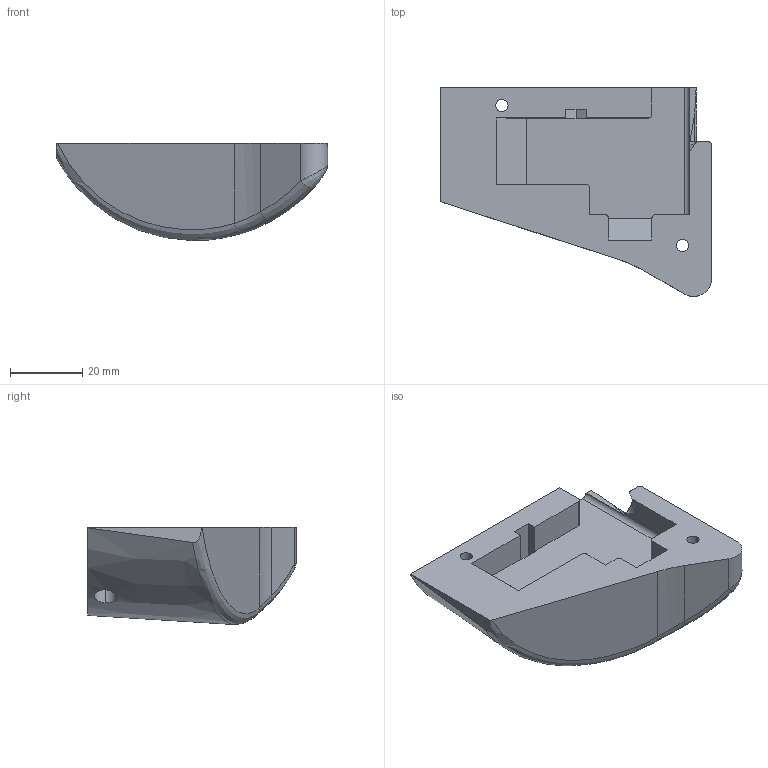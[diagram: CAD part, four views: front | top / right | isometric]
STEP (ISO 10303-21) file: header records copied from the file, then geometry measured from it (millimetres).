
FILE_DESCRIPTION (( 'STEP AP214' ), '1' );
FILE_NAME ('cycloid_housing.STEP', '2025-05-27T14:01:21', ( '' ), ( '' ), 'SwSTEP 2.0', 'SolidWorks 2025', '' );
FILE_SCHEMA (( 'AUTOMOTIVE_DESIGN' ));
Length unit declared in the file: millimetre
Products named in the file (1): cycloid_housing_top_elbow
Bounding box: 75 x 57.81 x 26.86 mm (x, y, z)
Volume: 51958.6 mm3; surface area: 12043.5 mm2
Topology: 1 solids, 1 shells, 65 faces, 173 edges, 111 vertices
Faces by surface type: plane 30, cylinder 21, bspline 9, cone 4, torus 1
Entity records: 2621 total; most frequent: CARTESIAN_POINT 1039, ORIENTED_EDGE 342, DIRECTION 299, EDGE_CURVE 171, VERTEX_POINT 111, AXIS2_PLACEMENT_3D 104, LINE 91, VECTOR 91
